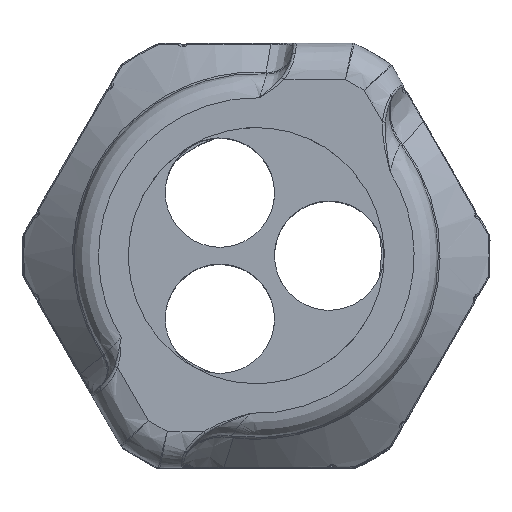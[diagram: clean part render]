
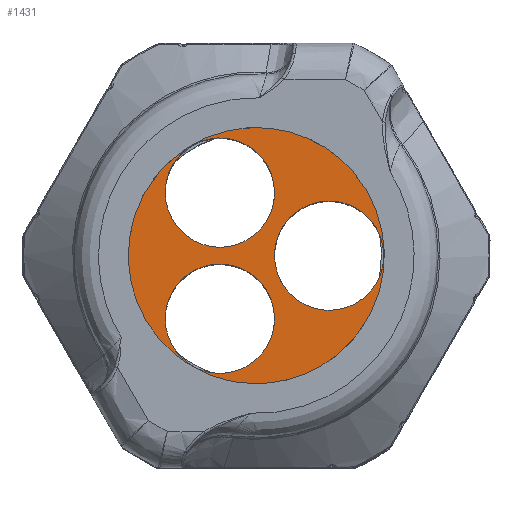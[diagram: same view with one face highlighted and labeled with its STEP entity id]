
A CAD part, top view. The second image highlights one B-rep face of the part: STEP entity #1431.
In plain terms, the highlighted planar face has unit normal (0, 0, 1).
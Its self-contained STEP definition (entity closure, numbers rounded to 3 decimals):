
#1431=ADVANCED_FACE('',(#2149,#2120,#2121,#2122),#11416,.T.);
#2120=FACE_BOUND('',#2839,.T.);
#2121=FACE_BOUND('',#2840,.T.);
#2122=FACE_BOUND('',#2841,.T.);
#2149=FACE_OUTER_BOUND('',#2838,.T.);
#2838=EDGE_LOOP('',(#3556,#3557));
#2839=EDGE_LOOP('',(#3558,#3559));
#2840=EDGE_LOOP('',(#3560,#3561));
#2841=EDGE_LOOP('',(#3562,#3563));
#3556=ORIENTED_EDGE('',*,*,#7208,.F.);
#3557=ORIENTED_EDGE('',*,*,#7207,.F.);
#3558=ORIENTED_EDGE('',*,*,#7233,.F.);
#3559=ORIENTED_EDGE('',*,*,#7223,.F.);
#3560=ORIENTED_EDGE('',*,*,#7236,.F.);
#3561=ORIENTED_EDGE('',*,*,#7226,.F.);
#3562=ORIENTED_EDGE('',*,*,#7239,.F.);
#3563=ORIENTED_EDGE('',*,*,#7229,.F.);
#7207=EDGE_CURVE('',#9808,#9816,#9133,.T.);
#7208=EDGE_CURVE('',#9816,#9808,#9134,.T.);
#7223=EDGE_CURVE('',#9818,#9824,#9149,.T.);
#7226=EDGE_CURVE('',#9820,#9826,#9152,.T.);
#7229=EDGE_CURVE('',#9822,#9828,#9155,.T.);
#7233=EDGE_CURVE('',#9824,#9818,#9159,.T.);
#7236=EDGE_CURVE('',#9826,#9820,#9162,.T.);
#7239=EDGE_CURVE('',#9828,#9822,#9165,.T.);
#9133=(
BOUNDED_CURVE()
B_SPLINE_CURVE(2,(#12229,#12230,#12231,#12232,#12233),.UNSPECIFIED.,.F.,
 .F.)
B_SPLINE_CURVE_WITH_KNOTS((3,2,3),(-37.385,-18.692,
0.),.UNSPECIFIED.)
CURVE()
GEOMETRIC_REPRESENTATION_ITEM()
RATIONAL_B_SPLINE_CURVE((1.,0.707,1.,0.707,1.))
REPRESENTATION_ITEM('')
);
#9134=(
BOUNDED_CURVE()
B_SPLINE_CURVE(2,(#12234,#12235,#12236,#12237,#12238),.UNSPECIFIED.,.F.,
 .F.)
B_SPLINE_CURVE_WITH_KNOTS((3,2,3),(0.,18.692,37.385),
 .UNSPECIFIED.)
CURVE()
GEOMETRIC_REPRESENTATION_ITEM()
RATIONAL_B_SPLINE_CURVE((1.,0.707,1.,0.707,1.))
REPRESENTATION_ITEM('')
);
#9149=(
BOUNDED_CURVE()
B_SPLINE_CURVE(2,(#12297,#12298,#12299,#12300,#12301),.UNSPECIFIED.,.F.,
 .F.)
B_SPLINE_CURVE_WITH_KNOTS((3,2,3),(-28.274,-21.206,
-14.137),.UNSPECIFIED.)
CURVE()
GEOMETRIC_REPRESENTATION_ITEM()
RATIONAL_B_SPLINE_CURVE((1.,0.707,1.,0.707,1.))
REPRESENTATION_ITEM('')
);
#9152=(
BOUNDED_CURVE()
B_SPLINE_CURVE(2,(#12309,#12310,#12311,#12312,#12313),.UNSPECIFIED.,.F.,
 .F.)
B_SPLINE_CURVE_WITH_KNOTS((3,2,3),(-28.274,-21.206,-14.137),
 .UNSPECIFIED.)
CURVE()
GEOMETRIC_REPRESENTATION_ITEM()
RATIONAL_B_SPLINE_CURVE((1.,0.707,1.,0.707,1.))
REPRESENTATION_ITEM('')
);
#9155=(
BOUNDED_CURVE()
B_SPLINE_CURVE(2,(#12321,#12322,#12323,#12324,#12325),.UNSPECIFIED.,.F.,
 .F.)
B_SPLINE_CURVE_WITH_KNOTS((3,2,3),(-28.274,-21.206,
-14.137),.UNSPECIFIED.)
CURVE()
GEOMETRIC_REPRESENTATION_ITEM()
RATIONAL_B_SPLINE_CURVE((1.,0.707,1.,0.707,1.))
REPRESENTATION_ITEM('')
);
#9159=(
BOUNDED_CURVE()
B_SPLINE_CURVE(2,(#12335,#12336,#12337,#12338,#12339),.UNSPECIFIED.,.F.,
 .F.)
B_SPLINE_CURVE_WITH_KNOTS((3,2,3),(-14.137,-7.069,
0.),.UNSPECIFIED.)
CURVE()
GEOMETRIC_REPRESENTATION_ITEM()
RATIONAL_B_SPLINE_CURVE((1.,0.707,1.,0.707,1.))
REPRESENTATION_ITEM('')
);
#9162=(
BOUNDED_CURVE()
B_SPLINE_CURVE(2,(#12347,#12348,#12349,#12350,#12351),.UNSPECIFIED.,.F.,
 .F.)
B_SPLINE_CURVE_WITH_KNOTS((3,2,3),(-14.137,-7.069,
0.),.UNSPECIFIED.)
CURVE()
GEOMETRIC_REPRESENTATION_ITEM()
RATIONAL_B_SPLINE_CURVE((1.,0.707,1.,0.707,1.))
REPRESENTATION_ITEM('')
);
#9165=(
BOUNDED_CURVE()
B_SPLINE_CURVE(2,(#12359,#12360,#12361,#12362,#12363),.UNSPECIFIED.,.F.,
 .F.)
B_SPLINE_CURVE_WITH_KNOTS((3,2,3),(-14.137,-7.069,
0.),.UNSPECIFIED.)
CURVE()
GEOMETRIC_REPRESENTATION_ITEM()
RATIONAL_B_SPLINE_CURVE((1.,0.707,1.,0.707,1.))
REPRESENTATION_ITEM('')
);
#9808=VERTEX_POINT('',#12207);
#9816=VERTEX_POINT('',#12215);
#9818=VERTEX_POINT('',#12217);
#9820=VERTEX_POINT('',#12219);
#9822=VERTEX_POINT('',#12221);
#9824=VERTEX_POINT('',#12223);
#9826=VERTEX_POINT('',#12225);
#9828=VERTEX_POINT('',#12227);
#11416=PLANE('',#11603);
#11603=AXIS2_PLACEMENT_3D('',#11910,#11756,$);
#11756=DIRECTION('',(0.,0.,1.));
#11910=CARTESIAN_POINT('',(-12.138,27.638,43.388));
#12207=CARTESIAN_POINT('',(-11.9,15.5,43.388));
#12215=CARTESIAN_POINT('',(11.9,15.5,43.388));
#12217=CARTESIAN_POINT('',(10.5,15.5,43.388));
#12219=CARTESIAN_POINT('',(1.5,20.696,43.388));
#12221=CARTESIAN_POINT('',(1.5,10.304,43.388));
#12223=CARTESIAN_POINT('',(1.5,15.5,43.388));
#12225=CARTESIAN_POINT('',(-7.5,20.696,43.388));
#12227=CARTESIAN_POINT('',(-7.5,10.304,43.388));
#12229=CARTESIAN_POINT('',(-11.9,15.5,43.388));
#12230=CARTESIAN_POINT('',(-11.9,27.4,43.388));
#12231=CARTESIAN_POINT('',(0.,27.4,43.388));
#12232=CARTESIAN_POINT('',(11.9,27.4,43.388));
#12233=CARTESIAN_POINT('',(11.9,15.5,43.388));
#12234=CARTESIAN_POINT('',(11.9,15.5,43.388));
#12235=CARTESIAN_POINT('',(11.9,3.6,43.388));
#12236=CARTESIAN_POINT('',(0.,3.6,43.388));
#12237=CARTESIAN_POINT('',(-11.9,3.6,43.388));
#12238=CARTESIAN_POINT('',(-11.9,15.5,43.388));
#12297=CARTESIAN_POINT('',(10.5,15.5,43.388));
#12298=CARTESIAN_POINT('',(10.5,20.,43.388));
#12299=CARTESIAN_POINT('',(6.,20.,43.388));
#12300=CARTESIAN_POINT('',(1.5,20.,43.388));
#12301=CARTESIAN_POINT('',(1.5,15.5,43.388));
#12309=CARTESIAN_POINT('',(1.5,20.696,43.388));
#12310=CARTESIAN_POINT('',(1.5,25.196,43.388));
#12311=CARTESIAN_POINT('',(-3.,25.196,43.388));
#12312=CARTESIAN_POINT('',(-7.5,25.196,43.388));
#12313=CARTESIAN_POINT('',(-7.5,20.696,43.388));
#12321=CARTESIAN_POINT('',(1.5,10.304,43.388));
#12322=CARTESIAN_POINT('',(1.5,14.804,43.388));
#12323=CARTESIAN_POINT('',(-3.,14.804,43.388));
#12324=CARTESIAN_POINT('',(-7.5,14.804,43.388));
#12325=CARTESIAN_POINT('',(-7.5,10.304,43.388));
#12335=CARTESIAN_POINT('',(1.5,15.5,43.388));
#12336=CARTESIAN_POINT('',(1.5,11.,43.388));
#12337=CARTESIAN_POINT('',(6.,11.,43.388));
#12338=CARTESIAN_POINT('',(10.5,11.,43.388));
#12339=CARTESIAN_POINT('',(10.5,15.5,43.388));
#12347=CARTESIAN_POINT('',(-7.5,20.696,43.388));
#12348=CARTESIAN_POINT('',(-7.5,16.196,43.388));
#12349=CARTESIAN_POINT('',(-3.,16.196,43.388));
#12350=CARTESIAN_POINT('',(1.5,16.196,43.388));
#12351=CARTESIAN_POINT('',(1.5,20.696,43.388));
#12359=CARTESIAN_POINT('',(-7.5,10.304,43.388));
#12360=CARTESIAN_POINT('',(-7.5,5.804,43.388));
#12361=CARTESIAN_POINT('',(-3.,5.804,43.388));
#12362=CARTESIAN_POINT('',(1.5,5.804,43.388));
#12363=CARTESIAN_POINT('',(1.5,10.304,43.388));
